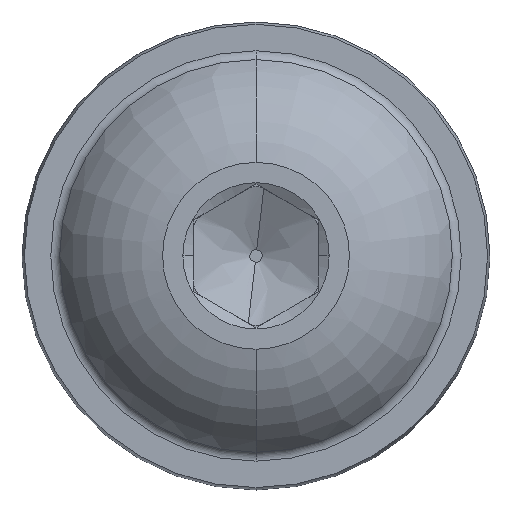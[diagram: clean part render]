
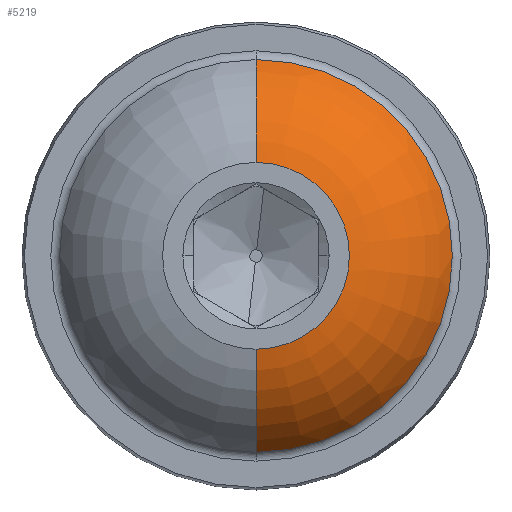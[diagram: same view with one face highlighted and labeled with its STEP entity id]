
A CAD part, top view. The second image highlights one B-rep face of the part: STEP entity #5219.
In plain terms, the highlighted toroidal (fillet/blend) face has major radius 1.323 mm and minor radius 2.948 mm.
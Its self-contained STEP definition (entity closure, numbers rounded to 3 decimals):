
#139 = ORIENTED_EDGE ( 'NONE', *, *, #4066, .T. ) ;
#187 = CARTESIAN_POINT ( 'NONE',  ( 0., 1.323, 6.204 ) ) ;
#543 = DIRECTION ( 'NONE',  ( -1., 0., 0. ) ) ;
#607 = EDGE_CURVE ( 'NONE', #4660, #5591, #1530, .T. ) ;
#861 = DIRECTION ( 'NONE',  ( 0., -1., 0. ) ) ;
#910 = CIRCLE ( 'NONE', #4154, 2.948 ) ;
#975 = AXIS2_PLACEMENT_3D ( 'NONE', #187, #3631, #1497 ) ;
#1094 = CARTESIAN_POINT ( 'NONE',  ( 0., 0., 6.204 ) ) ;
#1113 = DIRECTION ( 'NONE',  ( 0., 0., 1. ) ) ;
#1497 = DIRECTION ( 'NONE',  ( 0., 1., 0. ) ) ;
#1530 = CIRCLE ( 'NONE', #5248, 1.875 ) ;
#1933 = ORIENTED_EDGE ( 'NONE', *, *, #5158, .F. ) ;
#2019 = EDGE_LOOP ( 'NONE', ( #139, #5124, #3023, #1933 ) ) ;
#2353 = EDGE_CURVE ( 'NONE', #5320, #5591, #5241, .T. ) ;
#2454 = DIRECTION ( 'NONE',  ( 0., 1., 0. ) ) ;
#2524 = DIRECTION ( 'NONE',  ( 0., 0., 1. ) ) ;
#2556 = VERTEX_POINT ( 'NONE', #4211 ) ;
#2861 = CARTESIAN_POINT ( 'NONE',  ( 0., 0., 7.558 ) ) ;
#2923 = TOROIDAL_SURFACE ( 'NONE', #5527, 1.323, 2.948 ) ;
#3023 = ORIENTED_EDGE ( 'NONE', *, *, #607, .F. ) ;
#3536 = AXIS2_PLACEMENT_3D ( 'NONE', #2861, #1113, #2454 ) ;
#3556 = DIRECTION ( 'NONE',  ( 0., 0., 1. ) ) ;
#3631 = DIRECTION ( 'NONE',  ( 1., 0., 0. ) ) ;
#3653 = DIRECTION ( 'NONE',  ( 0., -1., 0. ) ) ;
#4066 = EDGE_CURVE ( 'NONE', #2556, #5320, #5306, .T. ) ;
#4119 = CARTESIAN_POINT ( 'NONE',  ( 0., -1.875, 9.1 ) ) ;
#4154 = AXIS2_PLACEMENT_3D ( 'NONE', #4840, #543, #3556 ) ;
#4211 = CARTESIAN_POINT ( 'NONE',  ( 0., -3.942, 7.558 ) ) ;
#4660 = VERTEX_POINT ( 'NONE', #4119 ) ;
#4680 = FACE_OUTER_BOUND ( 'NONE', #2019, .T. ) ;
#4684 = CARTESIAN_POINT ( 'NONE',  ( 0., 0., 9.1 ) ) ;
#4840 = CARTESIAN_POINT ( 'NONE',  ( 0., -1.323, 6.204 ) ) ;
#4905 = CARTESIAN_POINT ( 'NONE',  ( 0., 3.942, 7.558 ) ) ;
#4935 = CARTESIAN_POINT ( 'NONE',  ( 0., 1.875, 9.1 ) ) ;
#5124 = ORIENTED_EDGE ( 'NONE', *, *, #2353, .T. ) ;
#5158 = EDGE_CURVE ( 'NONE', #2556, #4660, #910, .T. ) ;
#5219 = ADVANCED_FACE ( 'NONE', ( #4680 ), #2923, .T. ) ;
#5241 = CIRCLE ( 'NONE', #975, 2.948 ) ;
#5248 = AXIS2_PLACEMENT_3D ( 'NONE', #4684, #2524, #861 ) ;
#5306 = CIRCLE ( 'NONE', #3536, 3.942 ) ;
#5320 = VERTEX_POINT ( 'NONE', #4905 ) ;
#5402 = DIRECTION ( 'NONE',  ( 0., 0., 1. ) ) ;
#5527 = AXIS2_PLACEMENT_3D ( 'NONE', #1094, #5402, #3653 ) ;
#5591 = VERTEX_POINT ( 'NONE', #4935 ) ;
